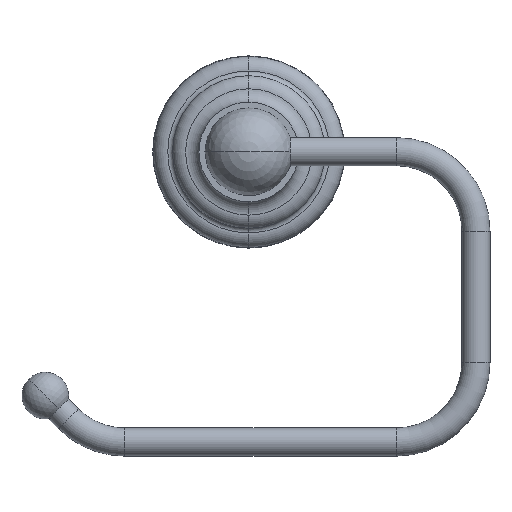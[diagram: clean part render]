
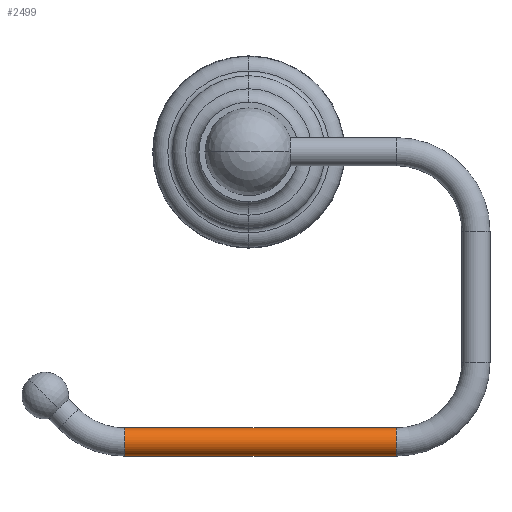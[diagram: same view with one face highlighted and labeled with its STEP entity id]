
A CAD part, top view. The second image highlights one B-rep face of the part: STEP entity #2499.
In plain terms, the highlighted cylindrical face has radius 4.763 mm (diameter 9.525 mm), a partial arc.
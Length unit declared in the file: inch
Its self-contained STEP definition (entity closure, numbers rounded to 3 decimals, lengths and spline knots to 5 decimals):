
#2193=DIRECTION('',(-1.,0.,0.));
#2194=VECTOR('',#2193,3.625);
#2195=CARTESIAN_POINT('',(1.969,-3.6875,2.52458));
#2196=LINE('',#2195,#2194);
#2197=CARTESIAN_POINT('',(1.969,-3.875,2.52458));
#2198=DIRECTION('',(-1.,0.,0.));
#2199=DIRECTION('',(0.,-1.,0.));
#2200=AXIS2_PLACEMENT_3D('',#2197,#2198,#2199);
#2202=DIRECTION('',(-1.,0.,0.));
#2203=VECTOR('',#2202,3.625);
#2204=CARTESIAN_POINT('',(1.969,-4.0625,2.52458));
#2205=LINE('',#2204,#2203);
#2206=CARTESIAN_POINT('',(-1.656,-3.875,2.52458));
#2207=DIRECTION('',(-1.,0.,0.));
#2208=DIRECTION('',(0.,-1.,0.));
#2209=AXIS2_PLACEMENT_3D('',#2206,#2207,#2208);
#2296=CARTESIAN_POINT('',(1.969,-3.6875,2.52458));
#2297=CARTESIAN_POINT('',(1.969,-4.0625,2.52458));
#2298=VERTEX_POINT('',#2296);
#2299=VERTEX_POINT('',#2297);
#2300=CARTESIAN_POINT('',(-1.656,-3.6875,2.52458));
#2301=CARTESIAN_POINT('',(-1.656,-4.0625,2.52458));
#2302=VERTEX_POINT('',#2300);
#2303=VERTEX_POINT('',#2301);
#2487=CARTESIAN_POINT('',(1.969,-3.875,2.52458));
#2488=DIRECTION('',(-1.,0.,0.));
#2489=DIRECTION('',(0.,1.,0.));
#2490=AXIS2_PLACEMENT_3D('',#2487,#2488,#2489);
#2491=CYLINDRICAL_SURFACE('',#2490,0.1875);
#2492=ORIENTED_EDGE('',*,*,#2452,.F.);
#2493=ORIENTED_EDGE('',*,*,#2482,.T.);
#2495=ORIENTED_EDGE('',*,*,#2494,.T.);
#2496=ORIENTED_EDGE('',*,*,#2478,.F.);
#2497=EDGE_LOOP('',(#2492,#2493,#2495,#2496));
#2498=FACE_OUTER_BOUND('',#2497,.F.);
#2499=ADVANCED_FACE('',(#2498),#2491,.T.);
#2201=CIRCLE('',#2200,0.1875);
#2210=CIRCLE('',#2209,0.1875);
#2452=EDGE_CURVE('',#2299,#2298,#2201,.T.);
#2478=EDGE_CURVE('',#2298,#2302,#2196,.T.);
#2482=EDGE_CURVE('',#2299,#2303,#2205,.T.);
#2494=EDGE_CURVE('',#2303,#2302,#2210,.T.);
